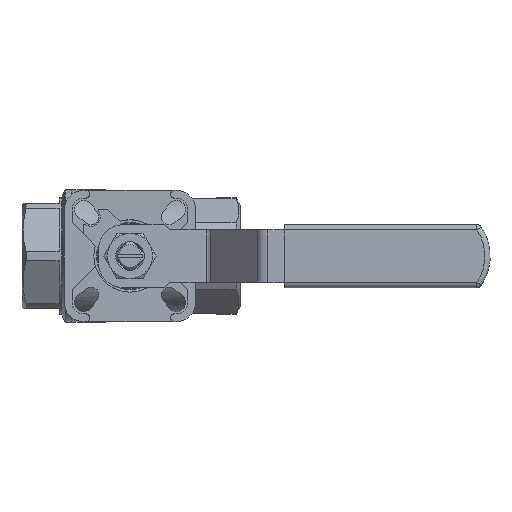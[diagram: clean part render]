
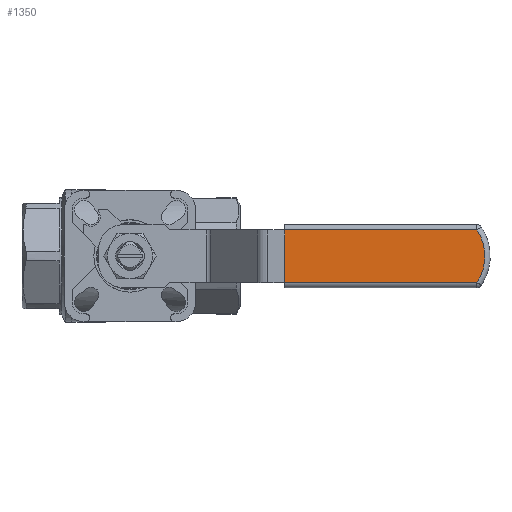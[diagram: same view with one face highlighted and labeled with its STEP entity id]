
A CAD part, front view. The second image highlights one B-rep face of the part: STEP entity #1350.
In plain terms, the highlighted face is planar.
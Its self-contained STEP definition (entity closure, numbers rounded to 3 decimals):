
#1350=ADVANCED_FACE('',(#2596),#2597,.F.);
#2596=FACE_OUTER_BOUND('',#7302,.T.);
#2597=PLANE('',#7303);
#7302=EDGE_LOOP('',(#9950,#9951,#9952,#9953));
#7303=AXIS2_PLACEMENT_3D('',#9954,#9955,#9956);
#9950=ORIENTED_EDGE('',*,*,#11124,.T.);
#9951=ORIENTED_EDGE('',*,*,#11125,.T.);
#9952=ORIENTED_EDGE('',*,*,#11126,.T.);
#9953=ORIENTED_EDGE('',*,*,#11127,.T.);
#9954=CARTESIAN_POINT('',(135.0,82.754,12.0));
#9955=DIRECTION('',(0.,-1.0,0.0));
#9956=DIRECTION('',(1.0,0.,0.0));
#11124=EDGE_CURVE('',#12651,#12652,#12653,.F.);
#11125=EDGE_CURVE('',#12652,#12654,#12655,.T.);
#11126=EDGE_CURVE('',#12654,#12656,#12657,.T.);
#11127=EDGE_CURVE('',#12656,#12651,#12658,.T.);
#12651=VERTEX_POINT('',#20962);
#12652=VERTEX_POINT('',#20963);
#12653=CIRCLE('',#20964,18.0);
#12654=VERTEX_POINT('',#20965);
#12655=LINE('',#20966,#20967);
#12656=VERTEX_POINT('',#20968);
#12657=LINE('',#20969,#20970);
#12658=LINE('',#20971,#20972);
#20962=CARTESIAN_POINT('',(131.967,82.754,10.093));
#20963=CARTESIAN_POINT('',(131.967,82.754,-9.907));
#20964=AXIS2_PLACEMENT_3D('',#22162,#22163,#22164);
#20965=CARTESIAN_POINT('',(58.8,82.754,-9.907));
#20966=CARTESIAN_POINT('',(58.8,82.754,-9.907));
#20967=VECTOR('',#22165,1.0);
#20968=CARTESIAN_POINT('',(58.8,82.754,10.093));
#20969=CARTESIAN_POINT('',(58.8,82.754,12.0));
#20970=VECTOR('',#22166,1.0);
#20971=CARTESIAN_POINT('',(133.0,82.754,10.093));
#20972=VECTOR('',#22167,1.0);
#22162=CARTESIAN_POINT('',(117.0,82.754,0.093));
#22163=DIRECTION('',(0.,-1.0,0.0));
#22164=DIRECTION('',(1.0,0.,0.0));
#22165=DIRECTION('',(-1.0,0.,0.));
#22166=DIRECTION('',(0.0,0.0,1.0));
#22167=DIRECTION('',(1.0,0.,0.));
